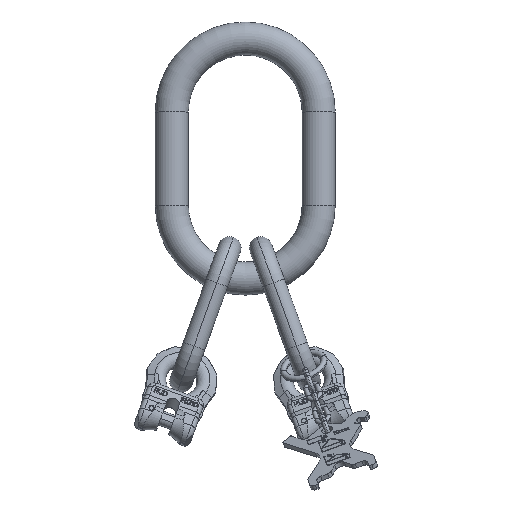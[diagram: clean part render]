
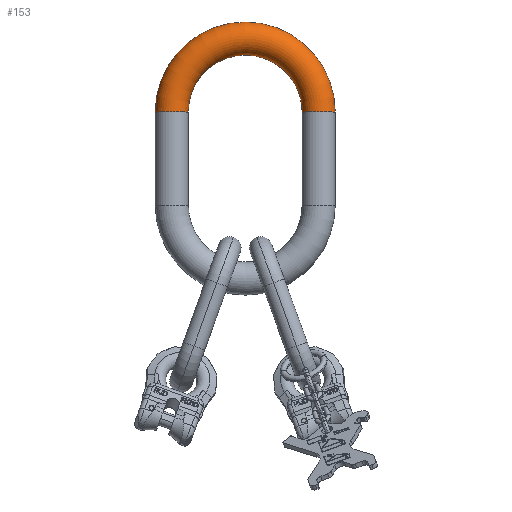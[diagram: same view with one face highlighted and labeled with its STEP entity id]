
A CAD part, top view. The second image highlights one B-rep face of the part: STEP entity #153.
In plain terms, the highlighted toroidal (fillet/blend) face has major radius 71 mm and minor radius 16 mm.
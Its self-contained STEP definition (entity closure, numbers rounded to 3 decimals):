
#21=CARTESIAN_POINT('',(-71.,90.,0.));
#22=DIRECTION('',(0.,-1.,0.));
#23=DIRECTION('',(1.,0.,0.));
#24=AXIS2_PLACEMENT_3D('',#21,#22,#23);
#30=CARTESIAN_POINT('',(71.,90.,0.));
#31=DIRECTION('',(0.,1.,0.));
#32=DIRECTION('',(-1.,0.,0.));
#33=AXIS2_PLACEMENT_3D('',#30,#31,#32);
#35=CARTESIAN_POINT('',(0.,90.,0.));
#36=DIRECTION('',(0.,0.,1.));
#37=DIRECTION('',(1.,0.,0.));
#38=AXIS2_PLACEMENT_3D('',#35,#36,#37);
#45=CARTESIAN_POINT('',(0.,90.,0.));
#46=DIRECTION('',(0.,0.,1.));
#47=DIRECTION('',(1.,0.,0.));
#48=AXIS2_PLACEMENT_3D('',#45,#46,#47);
#82=CARTESIAN_POINT('',(55.,90.,0.));
#83=CARTESIAN_POINT('',(87.,90.,0.));
#84=VERTEX_POINT('',#82);
#85=VERTEX_POINT('',#83);
#86=CARTESIAN_POINT('',(-55.,90.,0.));
#87=CARTESIAN_POINT('',(-87.,90.,0.));
#88=VERTEX_POINT('',#86);
#89=VERTEX_POINT('',#87);
#140=CARTESIAN_POINT('',(0.,90.,0.));
#141=DIRECTION('',(0.,0.,1.));
#142=DIRECTION('',(-1.,0.,0.));
#143=AXIS2_PLACEMENT_3D('',#140,#141,#142);
#144=TOROIDAL_SURFACE('',#143,71.,16.);
#145=ORIENTED_EDGE('',*,*,#103,.F.);
#147=ORIENTED_EDGE('',*,*,#146,.T.);
#148=ORIENTED_EDGE('',*,*,#130,.T.);
#150=ORIENTED_EDGE('',*,*,#149,.F.);
#151=EDGE_LOOP('',(#145,#147,#148,#150));
#152=FACE_OUTER_BOUND('',#151,.F.);
#153=ADVANCED_FACE('',(#152),#144,.T.);
#25=CIRCLE('',#24,16.);
#34=CIRCLE('',#33,16.);
#39=CIRCLE('',#38,55.);
#49=CIRCLE('',#48,87.);
#103=EDGE_CURVE('',#84,#85,#34,.T.);
#130=EDGE_CURVE('',#88,#89,#25,.T.);
#146=EDGE_CURVE('',#84,#88,#39,.T.);
#149=EDGE_CURVE('',#85,#89,#49,.T.);
